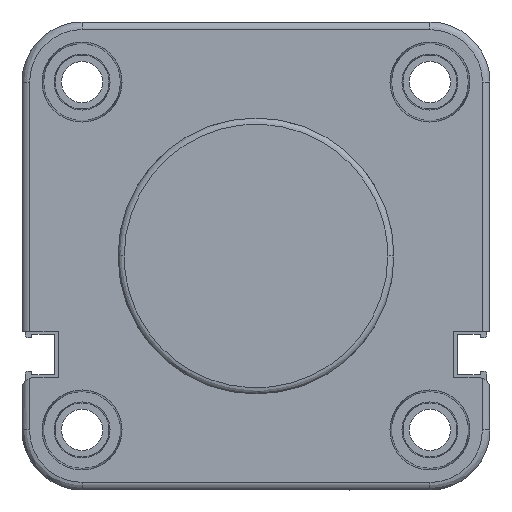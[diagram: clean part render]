
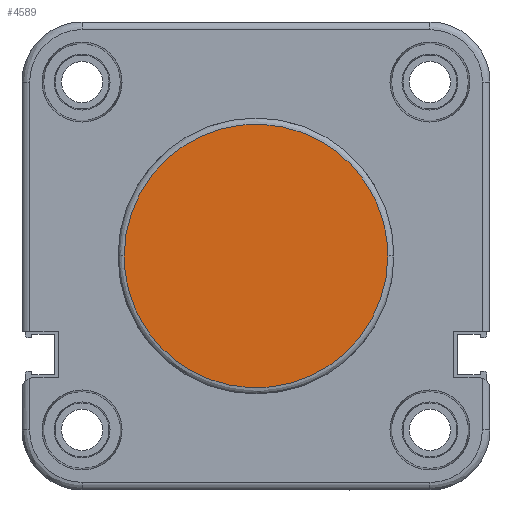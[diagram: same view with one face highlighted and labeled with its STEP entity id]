
A CAD part, left-side view. The second image highlights one B-rep face of the part: STEP entity #4589.
In plain terms, the highlighted planar face has unit normal (-1, 0, 0).
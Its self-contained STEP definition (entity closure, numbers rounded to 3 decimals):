
#3139 = CARTESIAN_POINT ( 'NONE',  ( -37.063, 43.125, 62.802 ) ) ;
#3332 = AXIS2_PLACEMENT_3D ( 'NONE', #19767, #22184, #7265 ) ;
#4282 = EDGE_LOOP ( 'NONE', ( #6403, #5900 ) ) ;
#4589 = ADVANCED_FACE ( 'NONE', ( #24915 ), #14708, .T. ) ;
#5900 = ORIENTED_EDGE ( 'NONE', *, *, #15884, .F. ) ;
#6403 = ORIENTED_EDGE ( 'NONE', *, *, #24232, .F. ) ;
#7265 = DIRECTION ( 'NONE',  ( 0., -1., 0. ) ) ;
#8319 = CARTESIAN_POINT ( 'NONE',  ( -37.063, 43.125, 62.802 ) ) ;
#8605 =( BOUNDED_CURVE ( )  B_SPLINE_CURVE ( 3, ( #26919, #16179, #21989, #3139 ),
 .UNSPECIFIED., .F., .F. ) 
 B_SPLINE_CURVE_WITH_KNOTS ( ( 4, 4 ),
 ( 0., 1. ),
 .UNSPECIFIED. ) 
 CURVE ( )  GEOMETRIC_REPRESENTATION_ITEM ( )  RATIONAL_B_SPLINE_CURVE ( ( 1., 0.333, 0.333, 1. ) ) 
 REPRESENTATION_ITEM ( '' )  );
#9609 = CARTESIAN_POINT ( 'NONE',  ( -37.063, 43.125, 62.802 ) ) ;
#12402 = CARTESIAN_POINT ( 'NONE',  ( -37.063, 43.125, 20.002 ) ) ;
#14708 = PLANE ( 'NONE',  #3332 ) ;
#15884 = EDGE_CURVE ( 'NONE', #17093, #33651, #20794, .T. ) ;
#16179 = CARTESIAN_POINT ( 'NONE',  ( -37.063, 85.925, 105.602 ) ) ;
#17093 = VERTEX_POINT ( 'NONE', #8319 ) ;
#19767 = CARTESIAN_POINT ( 'NONE',  ( -37.063, 64.525, 62.802 ) ) ;
#20728 = CARTESIAN_POINT ( 'NONE',  ( -37.063, 85.925, 62.802 ) ) ;
#20794 =( BOUNDED_CURVE ( )  B_SPLINE_CURVE ( 3, ( #9609, #12402, #28606, #20728 ),
 .UNSPECIFIED., .F., .F. ) 
 B_SPLINE_CURVE_WITH_KNOTS ( ( 4, 4 ),
 ( 0., 1. ),
 .UNSPECIFIED. ) 
 CURVE ( )  GEOMETRIC_REPRESENTATION_ITEM ( )  RATIONAL_B_SPLINE_CURVE ( ( 1., 0.333, 0.333, 1. ) ) 
 REPRESENTATION_ITEM ( '' )  );
#21989 = CARTESIAN_POINT ( 'NONE',  ( -37.063, 43.125, 105.602 ) ) ;
#22184 = DIRECTION ( 'NONE',  ( -1., 0., 0. ) ) ;
#24232 = EDGE_CURVE ( 'NONE', #33651, #17093, #8605, .T. ) ;
#24915 = FACE_OUTER_BOUND ( 'NONE', #4282, .T. ) ;
#26919 = CARTESIAN_POINT ( 'NONE',  ( -37.063, 85.925, 62.802 ) ) ;
#28500 = CARTESIAN_POINT ( 'NONE',  ( -37.063, 85.925, 62.802 ) ) ;
#28606 = CARTESIAN_POINT ( 'NONE',  ( -37.063, 85.925, 20.002 ) ) ;
#33651 = VERTEX_POINT ( 'NONE', #28500 ) ;
